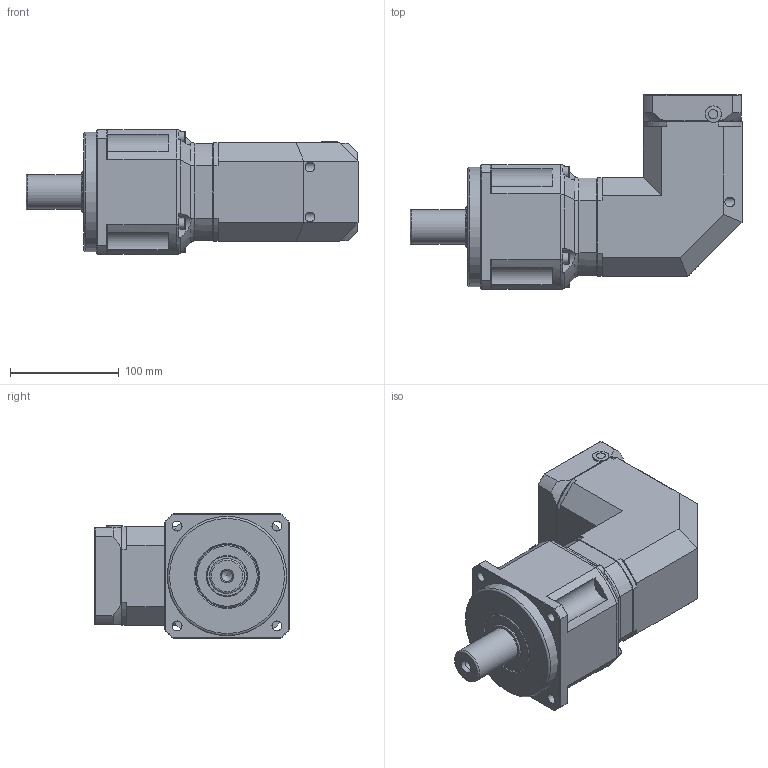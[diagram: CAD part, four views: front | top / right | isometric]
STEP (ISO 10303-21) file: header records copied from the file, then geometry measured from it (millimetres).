
FILE_DESCRIPTION(/* description */ (''),/* implementation_level */ '2;1');
FILE_NAME(/* name */ 'NPR11500A2-090F-S1.stp',/* time_stamp */ '2018-08-27T17:06:04+09:00',/* author */ ('Y.J.JI'),/* organization */ (''),/* preprocessor_version */ 'ST-DEVELOPER v15.6',/* originating_system */ 'Autodesk Inventor 2015',/* authorisation */ '');
FILE_SCHEMA (('AUTOMOTIVE_DESIGN { 1 0 10303 214 3 1 1 }'));
Length unit declared in the file: millimetre
Products named in the file (1): NPR11500A2-090F-S1
Bounding box: 306 x 179.5 x 115 mm (x, y, z)
Volume: 2182375.4 mm3; surface area: 231394.3 mm2
Topology: 2 solids, 30 shells, 588 faces, 1410 edges, 899 vertices
Faces by surface type: plane 293, cylinder 155, cone 83, torus 41, bspline 12, sphere 4
Full cylindrical faces by diameter (mm): 4.134 x10, 4.917 x9, 5 x10, 5.5 x10, 6 x5, 6.6 x5, 7 x1, 8 x1, 8.5 x11, 9 x14, 10 x5, 10.106 x1, 10.249 x1, 15 x1, 19 x1, 23 x1, 32 x1, 38 x1, 58 x3, 67 x1, 80 x1, 82 x1, 105 x1, 110 x1
Entity records: 16411 total; most frequent: CARTESIAN_POINT 3860, DIRECTION 2467, ORIENTED_EDGE 2284, EDGE_CURVE 1142, AXIS2_PLACEMENT_3D 1002, EDGE_LOOP 829, VERTEX_POINT 815, FACE_OUTER_BOUND 588
